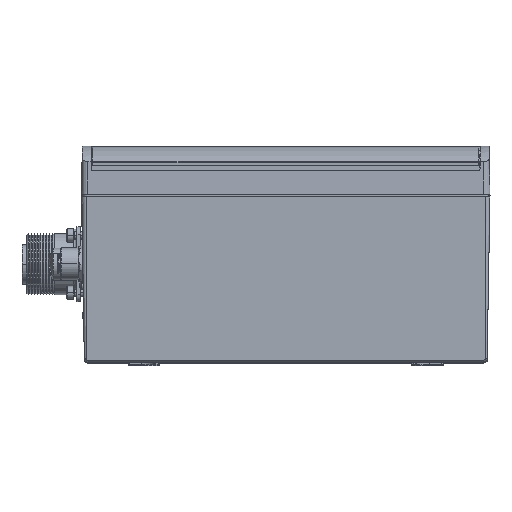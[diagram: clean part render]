
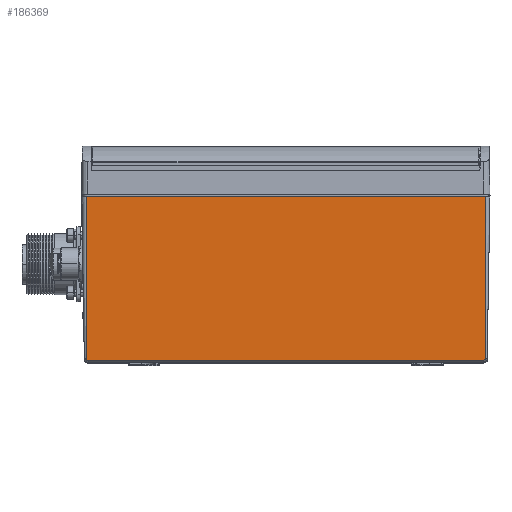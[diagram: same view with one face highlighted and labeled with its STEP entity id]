
A CAD part, top view. The second image highlights one B-rep face of the part: STEP entity #186369.
In plain terms, the highlighted face is planar.
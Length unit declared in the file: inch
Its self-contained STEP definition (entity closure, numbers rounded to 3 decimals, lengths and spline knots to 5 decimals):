
#3088 = CARTESIAN_POINT ( 'NONE',  ( 3.93646, 2.72441, 3.26717 ) ) ;
#4522 = CARTESIAN_POINT ( 'NONE',  ( 3.88954, 0.03679, 3.2383 ) ) ;
#9894 = VERTEX_POINT ( 'NONE', #157069 ) ;
#10815 = EDGE_LOOP ( 'NONE', ( #183102, #62576, #206030, #70280, #46966, #196865 ) ) ;
#12856 = CARTESIAN_POINT ( 'NONE',  ( 3.88983, 0.05344, -3.26717 ) ) ;
#16167 = VECTOR ( 'NONE', #167102, 39.37008 ) ;
#19745 = DIRECTION ( 'NONE',  ( 0.017, 1., 0. ) ) ;
#31459 = VERTEX_POINT ( 'NONE', #39081 ) ;
#35612 = CARTESIAN_POINT ( 'NONE',  ( 3.93646, 2.72441, -3.26717 ) ) ;
#37971 = CARTESIAN_POINT ( 'NONE',  ( 3.8897, 0.04592, 3.25863 ) ) ;
#39081 = CARTESIAN_POINT ( 'NONE',  ( 3.88954, 0.03679, 3.2383 ) ) ;
#46966 = ORIENTED_EDGE ( 'NONE', *, *, #215092, .T. ) ;
#48939 = CARTESIAN_POINT ( 'NONE',  ( 3.88976, 0.04941, -3.26319 ) ) ;
#53002 = VERTEX_POINT ( 'NONE', #35612 ) ;
#54705 = CARTESIAN_POINT ( 'NONE',  ( 3.88983, 0.05344, 3.26717 ) ) ;
#62576 = ORIENTED_EDGE ( 'NONE', *, *, #197244, .F. ) ;
#65541 = CARTESIAN_POINT ( 'NONE',  ( 3.88971, 0.04601, -3.25876 ) ) ;
#70280 = ORIENTED_EDGE ( 'NONE', *, *, #113205, .F. ) ;
#73306 = LINE ( 'NONE', #161723, #161679 ) ;
#75439 = EDGE_CURVE ( 'NONE', #53002, #9894, #79171, .T. ) ;
#79171 = LINE ( 'NONE', #98192, #162424 ) ;
#80635 = CARTESIAN_POINT ( 'NONE',  ( 3.88954, 0.03679, 5.11811 ) ) ;
#81435 = VERTEX_POINT ( 'NONE', #12856 ) ;
#81510 = CARTESIAN_POINT ( 'NONE',  ( 3.88983, 0.05344, -3.26717 ) ) ;
#82253 = CARTESIAN_POINT ( 'NONE',  ( 3.88957, 0.03823, -3.24378 ) ) ;
#88581 = VERTEX_POINT ( 'NONE', #148484 ) ;
#98192 = CARTESIAN_POINT ( 'NONE',  ( 3.93646, 2.72441, 3.26717 ) ) ;
#99869 = B_SPLINE_CURVE_WITH_KNOTS ( 'NONE', 3,
 ( #4522, #203696, #137383, #37971, #154111, #54705 ),
 .UNSPECIFIED., .F., .F.,
 ( 4, 2, 4 ),
 ( 0., 0.00042, 0.00085 ),
 .UNSPECIFIED. ) ;
#100428 = AXIS2_PLACEMENT_3D ( 'NONE', #3088, #119344, #19745 ) ;
#104672 = LINE ( 'NONE', #199852, #16167 ) ;
#113205 = EDGE_CURVE ( 'NONE', #81435, #113331, #141728, .T. ) ;
#113331 = VERTEX_POINT ( 'NONE', #117157 ) ;
#114866 = DIRECTION ( 'NONE',  ( 0., 0., 1. ) ) ;
#117157 = CARTESIAN_POINT ( 'NONE',  ( 3.88954, 0.03679, -3.2383 ) ) ;
#118636 = PLANE ( 'NONE',  #100428 ) ;
#119344 = DIRECTION ( 'NONE',  ( 1., -0.017, 0. ) ) ;
#125615 = VECTOR ( 'NONE', #214605, 39.37008 ) ;
#137383 = CARTESIAN_POINT ( 'NONE',  ( 3.88961, 0.04036, 3.24895 ) ) ;
#141728 = B_SPLINE_CURVE_WITH_KNOTS ( 'NONE', 3,
 ( #81510, #48939, #65541, #181941, #82253, #198642 ),
 .UNSPECIFIED., .F., .F.,
 ( 4, 2, 4 ),
 ( 0., 0.00043, 0.00085 ),
 .UNSPECIFIED. ) ;
#148484 = CARTESIAN_POINT ( 'NONE',  ( 3.88983, 0.05344, 3.26717 ) ) ;
#154111 = CARTESIAN_POINT ( 'NONE',  ( 3.88976, 0.0494, 3.26317 ) ) ;
#157069 = CARTESIAN_POINT ( 'NONE',  ( 3.93646, 2.72441, 3.26717 ) ) ;
#161679 = VECTOR ( 'NONE', #212131, 39.37008 ) ;
#161723 = CARTESIAN_POINT ( 'NONE',  ( 3.93646, 2.72441, 3.26717 ) ) ;
#162424 = VECTOR ( 'NONE', #114866, 39.37008 ) ;
#167102 = DIRECTION ( 'NONE',  ( 0.017, 1., 0. ) ) ;
#169923 = LINE ( 'NONE', #80635, #125615 ) ;
#177629 = EDGE_CURVE ( 'NONE', #113331, #31459, #169923, .T. ) ;
#181941 = CARTESIAN_POINT ( 'NONE',  ( 3.88961, 0.0404, -3.24905 ) ) ;
#183102 = ORIENTED_EDGE ( 'NONE', *, *, #194531, .T. ) ;
#186369 = ADVANCED_FACE ( 'NONE', ( #192776 ), #118636, .T. ) ;
#192776 = FACE_OUTER_BOUND ( 'NONE', #10815, .T. ) ;
#194531 = EDGE_CURVE ( 'NONE', #9894, #88581, #73306, .T. ) ;
#196865 = ORIENTED_EDGE ( 'NONE', *, *, #75439, .T. ) ;
#197244 = EDGE_CURVE ( 'NONE', #31459, #88581, #99869, .T. ) ;
#198642 = CARTESIAN_POINT ( 'NONE',  ( 3.88954, 0.03679, -3.2383 ) ) ;
#199852 = CARTESIAN_POINT ( 'NONE',  ( 3.93646, 2.72441, -3.26717 ) ) ;
#203696 = CARTESIAN_POINT ( 'NONE',  ( 3.88957, 0.03823, 3.24379 ) ) ;
#206030 = ORIENTED_EDGE ( 'NONE', *, *, #177629, .F. ) ;
#212131 = DIRECTION ( 'NONE',  ( -0.017, -1., 0. ) ) ;
#214605 = DIRECTION ( 'NONE',  ( 0., 0., 1. ) ) ;
#215092 = EDGE_CURVE ( 'NONE', #81435, #53002, #104672, .T. ) ;
